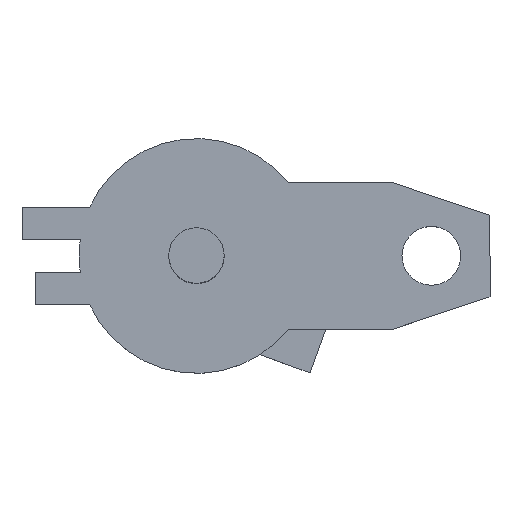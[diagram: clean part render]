
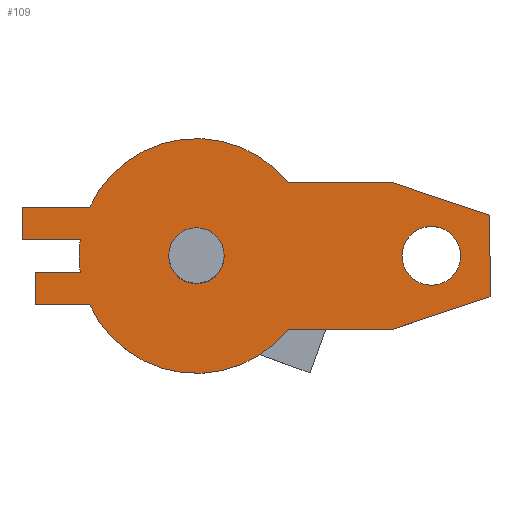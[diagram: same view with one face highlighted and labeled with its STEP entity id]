
A CAD part, top view. The second image highlights one B-rep face of the part: STEP entity #109.
In plain terms, the highlighted planar face has unit normal (0, 0, 1).
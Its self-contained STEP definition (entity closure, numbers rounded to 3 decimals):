
#8 = CIRCLE ( 'NONE', #62, 3.6 ) ;
#18 = CARTESIAN_POINT ( 'NONE',  ( -5.35, 0.5, 4.3 ) ) ;
#21 = VERTEX_POINT ( 'NONE', #523 ) ;
#24 = LINE ( 'NONE', #18, #145 ) ;
#25 = EDGE_CURVE ( 'NONE', #147, #292, #254, .T. ) ;
#34 = CARTESIAN_POINT ( 'NONE',  ( -4.95, -1.5, 4.3 ) ) ;
#43 = DIRECTION ( 'NONE',  ( 1., 0., 0. ) ) ;
#50 = EDGE_CURVE ( 'NONE', #772, #147, #166, .T. ) ;
#52 = VECTOR ( 'NONE', #572, 1000. ) ;
#55 = CARTESIAN_POINT ( 'NONE',  ( -3.565, -0.5, 4.3 ) ) ;
#62 = AXIS2_PLACEMENT_3D ( 'NONE', #176, #400, #182 ) ;
#102 = CARTESIAN_POINT ( 'NONE',  ( -4.95, -1.5, 4.3 ) ) ;
#104 = VECTOR ( 'NONE', #907, 1000. ) ;
#109 = ADVANCED_FACE ( 'NONE', ( #273, #343, #518 ), #385, .T. ) ;
#110 = DIRECTION ( 'NONE',  ( 1., 0., 0. ) ) ;
#129 = VERTEX_POINT ( 'NONE', #750 ) ;
#137 = VERTEX_POINT ( 'NONE', #893 ) ;
#145 = VECTOR ( 'NONE', #221, 1000. ) ;
#147 = VERTEX_POINT ( 'NONE', #904 ) ;
#150 = VERTEX_POINT ( 'NONE', #604 ) ;
#162 = AXIS2_PLACEMENT_3D ( 'NONE', #436, #223, #373 ) ;
#166 = LINE ( 'NONE', #443, #655 ) ;
#176 = CARTESIAN_POINT ( 'NONE',  ( 0., 0., 4.3 ) ) ;
#178 = EDGE_CURVE ( 'NONE', #282, #137, #870, .T. ) ;
#179 = ORIENTED_EDGE ( 'NONE', *, *, #25, .T. ) ;
#182 = DIRECTION ( 'NONE',  ( -1., 0., 0. ) ) ;
#183 = LINE ( 'NONE', #353, #194 ) ;
#191 = EDGE_CURVE ( 'NONE', #137, #21, #487, .T. ) ;
#192 = ORIENTED_EDGE ( 'NONE', *, *, #200, .F. ) ;
#194 = VECTOR ( 'NONE', #356, 1000. ) ;
#200 = EDGE_CURVE ( 'NONE', #868, #509, #558, .T. ) ;
#216 = CARTESIAN_POINT ( 'NONE',  ( -5.35, 1.5, 4.3 ) ) ;
#218 = ORIENTED_EDGE ( 'NONE', *, *, #423, .F. ) ;
#221 = DIRECTION ( 'NONE',  ( 1., 0., 0. ) ) ;
#223 = DIRECTION ( 'NONE',  ( 0., 0., 1. ) ) ;
#235 = ORIENTED_EDGE ( 'NONE', *, *, #513, .T. ) ;
#240 = EDGE_CURVE ( 'NONE', #150, #350, #8, .T. ) ;
#254 = LINE ( 'NONE', #894, #830 ) ;
#270 = EDGE_CURVE ( 'NONE', #897, #282, #334, .T. ) ;
#273 = FACE_BOUND ( 'NONE', #873, .T. ) ;
#278 = CARTESIAN_POINT ( 'NONE',  ( 2.81, 2.25, 4.3 ) ) ;
#282 = VERTEX_POINT ( 'NONE', #330 ) ;
#291 = LINE ( 'NONE', #882, #483 ) ;
#292 = VERTEX_POINT ( 'NONE', #324 ) ;
#293 = ORIENTED_EDGE ( 'NONE', *, *, #586, .T. ) ;
#305 = VECTOR ( 'NONE', #844, 1000. ) ;
#307 = DIRECTION ( 'NONE',  ( 0., 0., 1. ) ) ;
#311 = ORIENTED_EDGE ( 'NONE', *, *, #453, .F. ) ;
#320 = EDGE_CURVE ( 'NONE', #21, #678, #892, .T. ) ;
#321 = VERTEX_POINT ( 'NONE', #692 ) ;
#324 = CARTESIAN_POINT ( 'NONE',  ( 6., 2.25, 4.3 ) ) ;
#326 = CARTESIAN_POINT ( 'NONE',  ( 6., -2.25, 4.3 ) ) ;
#330 = CARTESIAN_POINT ( 'NONE',  ( -4.95, -1.5, 4.3 ) ) ;
#334 = LINE ( 'NONE', #34, #305 ) ;
#343 = FACE_BOUND ( 'NONE', #526, .T. ) ;
#344 = ORIENTED_EDGE ( 'NONE', *, *, #270, .T. ) ;
#349 = ORIENTED_EDGE ( 'NONE', *, *, #703, .T. ) ;
#350 = VERTEX_POINT ( 'NONE', #55 ) ;
#353 = CARTESIAN_POINT ( 'NONE',  ( 9., -1.25, 4.3 ) ) ;
#356 = DIRECTION ( 'NONE',  ( 0.949, 0.316, 0. ) ) ;
#359 = LINE ( 'NONE', #216, #419 ) ;
#368 = CARTESIAN_POINT ( 'NONE',  ( 6., -2.25, 4.3 ) ) ;
#372 = AXIS2_PLACEMENT_3D ( 'NONE', #488, #481, #709 ) ;
#373 = DIRECTION ( 'NONE',  ( -1., 0., 0. ) ) ;
#375 = CARTESIAN_POINT ( 'NONE',  ( 0., 0., 4.3 ) ) ;
#385 = PLANE ( 'NONE',  #719 ) ;
#388 = CARTESIAN_POINT ( 'NONE',  ( 0., 0., 4.3 ) ) ;
#392 = DIRECTION ( 'NONE',  ( -1., 0., 0. ) ) ;
#398 = CARTESIAN_POINT ( 'NONE',  ( 0., 0., 4.3 ) ) ;
#399 = DIRECTION ( 'NONE',  ( 0., 0., 1. ) ) ;
#400 = DIRECTION ( 'NONE',  ( 0., 0., 1. ) ) ;
#411 = AXIS2_PLACEMENT_3D ( 'NONE', #398, #743, #43 ) ;
#419 = VECTOR ( 'NONE', #650, 1000. ) ;
#423 = EDGE_CURVE ( 'NONE', #509, #868, #915, .T. ) ;
#436 = CARTESIAN_POINT ( 'NONE',  ( 0., 0., 4.3 ) ) ;
#439 = CARTESIAN_POINT ( 'NONE',  ( -0.85, 0., 4.3 ) ) ;
#443 = CARTESIAN_POINT ( 'NONE',  ( 9., -1.25, 4.3 ) ) ;
#452 = DIRECTION ( 'NONE',  ( 1., 0., 0. ) ) ;
#453 = EDGE_CURVE ( 'NONE', #742, #648, #635, .T. ) ;
#469 = DIRECTION ( 'NONE',  ( 0., 0., 1. ) ) ;
#480 = AXIS2_PLACEMENT_3D ( 'NONE', #375, #469, #392 ) ;
#481 = DIRECTION ( 'NONE',  ( 0., 0., 1. ) ) ;
#483 = VECTOR ( 'NONE', #662, 1000. ) ;
#485 = ORIENTED_EDGE ( 'NONE', *, *, #846, .F. ) ;
#487 = CIRCLE ( 'NONE', #480, 3.6 ) ;
#488 = CARTESIAN_POINT ( 'NONE',  ( 0., 0., 4.3 ) ) ;
#502 = CARTESIAN_POINT ( 'NONE',  ( -5.35, 1.5, 4.3 ) ) ;
#507 = LINE ( 'NONE', #769, #874 ) ;
#509 = VERTEX_POINT ( 'NONE', #795 ) ;
#512 = ORIENTED_EDGE ( 'NONE', *, *, #696, .T. ) ;
#513 = EDGE_CURVE ( 'NONE', #678, #772, #183, .T. ) ;
#518 = FACE_OUTER_BOUND ( 'NONE', #567, .T. ) ;
#519 = CARTESIAN_POINT ( 'NONE',  ( 0.85, 0., 4.3 ) ) ;
#520 = DIRECTION ( 'NONE',  ( -0.949, 0.316, 0. ) ) ;
#523 = CARTESIAN_POINT ( 'NONE',  ( 2.81, -2.25, 4.3 ) ) ;
#525 = VERTEX_POINT ( 'NONE', #278 ) ;
#526 = EDGE_LOOP ( 'NONE', ( #192, #218 ) ) ;
#527 = EDGE_CURVE ( 'NONE', #321, #129, #745, .T. ) ;
#538 = DIRECTION ( 'NONE',  ( 1., 0., 0. ) ) ;
#558 = CIRCLE ( 'NONE', #925, 0.9 ) ;
#567 = EDGE_LOOP ( 'NONE', ( #293, #512, #632, #349, #344, #619, #791, #582, #235, #691, #179, #929, #878, #674 ) ) ;
#572 = DIRECTION ( 'NONE',  ( -1., 0., 0. ) ) ;
#582 = ORIENTED_EDGE ( 'NONE', *, *, #320, .T. ) ;
#586 = EDGE_CURVE ( 'NONE', #129, #779, #359, .T. ) ;
#604 = CARTESIAN_POINT ( 'NONE',  ( -3.565, 0.5, 4.3 ) ) ;
#609 = CARTESIAN_POINT ( 'NONE',  ( 9., -1.25, 4.3 ) ) ;
#612 = CIRCLE ( 'NONE', #411, 0.85 ) ;
#613 = AXIS2_PLACEMENT_3D ( 'NONE', #625, #865, #776 ) ;
#619 = ORIENTED_EDGE ( 'NONE', *, *, #178, .T. ) ;
#625 = CARTESIAN_POINT ( 'NONE',  ( 7.201, 0.003, 4.3 ) ) ;
#627 = CARTESIAN_POINT ( 'NONE',  ( -4.95, -0.5, 4.3 ) ) ;
#628 = EDGE_CURVE ( 'NONE', #525, #321, #777, .T. ) ;
#632 = ORIENTED_EDGE ( 'NONE', *, *, #240, .T. ) ;
#635 = CIRCLE ( 'NONE', #372, 0.85 ) ;
#648 = VERTEX_POINT ( 'NONE', #439 ) ;
#650 = DIRECTION ( 'NONE',  ( 0., -1., 0. ) ) ;
#655 = VECTOR ( 'NONE', #809, 1000. ) ;
#662 = DIRECTION ( 'NONE',  ( -1., 0., 0. ) ) ;
#674 = ORIENTED_EDGE ( 'NONE', *, *, #527, .T. ) ;
#678 = VERTEX_POINT ( 'NONE', #368 ) ;
#681 = CARTESIAN_POINT ( 'NONE',  ( 8.101, 0.003, 4.3 ) ) ;
#684 = CARTESIAN_POINT ( 'NONE',  ( -5.35, 0.5, 4.3 ) ) ;
#691 = ORIENTED_EDGE ( 'NONE', *, *, #50, .T. ) ;
#692 = CARTESIAN_POINT ( 'NONE',  ( -3.273, 1.5, 4.3 ) ) ;
#695 = DIRECTION ( 'NONE',  ( -1., 0., 0. ) ) ;
#696 = EDGE_CURVE ( 'NONE', #779, #150, #24, .T. ) ;
#703 = EDGE_CURVE ( 'NONE', #350, #897, #291, .T. ) ;
#709 = DIRECTION ( 'NONE',  ( 1., 0., 0. ) ) ;
#719 = AXIS2_PLACEMENT_3D ( 'NONE', #388, #307, #452 ) ;
#742 = VERTEX_POINT ( 'NONE', #519 ) ;
#743 = DIRECTION ( 'NONE',  ( 0., 0., 1. ) ) ;
#745 = LINE ( 'NONE', #502, #52 ) ;
#750 = CARTESIAN_POINT ( 'NONE',  ( -5.35, 1.5, 4.3 ) ) ;
#765 = CARTESIAN_POINT ( 'NONE',  ( 7.201, 0.003, 4.3 ) ) ;
#769 = CARTESIAN_POINT ( 'NONE',  ( 6., 2.25, 4.3 ) ) ;
#772 = VERTEX_POINT ( 'NONE', #609 ) ;
#776 = DIRECTION ( 'NONE',  ( 1., 0., 0. ) ) ;
#777 = CIRCLE ( 'NONE', #162, 3.6 ) ;
#779 = VERTEX_POINT ( 'NONE', #684 ) ;
#791 = ORIENTED_EDGE ( 'NONE', *, *, #191, .T. ) ;
#795 = CARTESIAN_POINT ( 'NONE',  ( 6.301, 0.003, 4.3 ) ) ;
#809 = DIRECTION ( 'NONE',  ( 0., 1., 0. ) ) ;
#830 = VECTOR ( 'NONE', #520, 1000. ) ;
#844 = DIRECTION ( 'NONE',  ( 0., -1., 0. ) ) ;
#846 = EDGE_CURVE ( 'NONE', #648, #742, #612, .T. ) ;
#865 = DIRECTION ( 'NONE',  ( 0., 0., 1. ) ) ;
#868 = VERTEX_POINT ( 'NONE', #681 ) ;
#870 = LINE ( 'NONE', #102, #903 ) ;
#873 = EDGE_LOOP ( 'NONE', ( #485, #311 ) ) ;
#874 = VECTOR ( 'NONE', #695, 1000. ) ;
#878 = ORIENTED_EDGE ( 'NONE', *, *, #628, .T. ) ;
#882 = CARTESIAN_POINT ( 'NONE',  ( -4.95, -0.5, 4.3 ) ) ;
#892 = LINE ( 'NONE', #326, #104 ) ;
#893 = CARTESIAN_POINT ( 'NONE',  ( -3.273, -1.5, 4.3 ) ) ;
#894 = CARTESIAN_POINT ( 'NONE',  ( 9., 1.25, 4.3 ) ) ;
#897 = VERTEX_POINT ( 'NONE', #627 ) ;
#902 = EDGE_CURVE ( 'NONE', #292, #525, #507, .T. ) ;
#903 = VECTOR ( 'NONE', #538, 1000. ) ;
#904 = CARTESIAN_POINT ( 'NONE',  ( 9., 1.25, 4.3 ) ) ;
#907 = DIRECTION ( 'NONE',  ( 1., 0., 0. ) ) ;
#915 = CIRCLE ( 'NONE', #613, 0.9 ) ;
#925 = AXIS2_PLACEMENT_3D ( 'NONE', #765, #399, #110 ) ;
#929 = ORIENTED_EDGE ( 'NONE', *, *, #902, .T. ) ;
